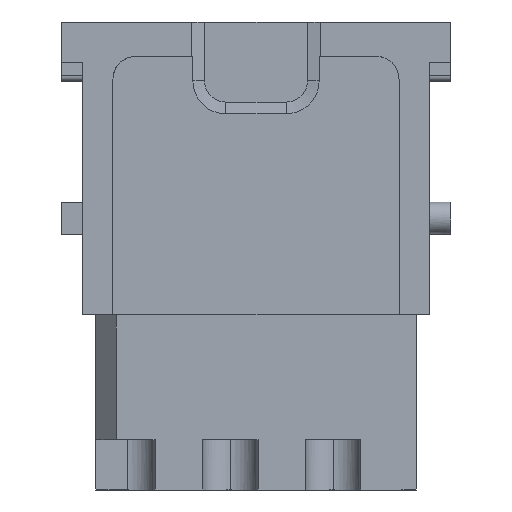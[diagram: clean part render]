
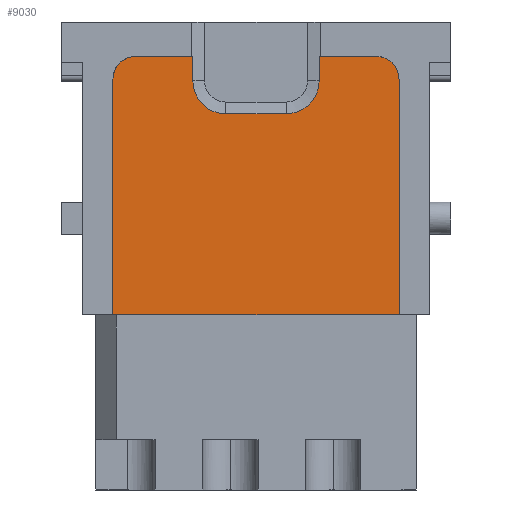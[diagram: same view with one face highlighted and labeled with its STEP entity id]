
A CAD part, left-side view. The second image highlights one B-rep face of the part: STEP entity #9030.
In plain terms, the highlighted planar face has unit normal (-1, 0, 0).
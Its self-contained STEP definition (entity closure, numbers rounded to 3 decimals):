
#8942=AXIS2_PLACEMENT_3D('Circle Axis2P3D',#8940,#8941,$) ;
#8955=AXIS2_PLACEMENT_3D('Plane Axis2P3D',#8952,#8953,#8954) ;
#8959=AXIS2_PLACEMENT_3D('Circle Axis2P3D',#8957,#8958,$) ;
#9001=AXIS2_PLACEMENT_3D('Circle Axis2P3D',#8999,#9000,$) ;
#6601=CARTESIAN_POINT('Vertex',(0.02,11.479,35.766)) ;
#6604=CARTESIAN_POINT('Line Origine',(0.02,11.479,36.833)) ;
#6608=CARTESIAN_POINT('Vertex',(0.02,11.479,37.9)) ;
#7841=CARTESIAN_POINT('Vertex',(0.02,22.521,37.9)) ;
#7844=CARTESIAN_POINT('Line Origine',(0.02,22.521,36.833)) ;
#7848=CARTESIAN_POINT('Vertex',(0.02,22.521,35.766)) ;
#8472=CARTESIAN_POINT('Vertex',(0.02,4.5,15.3)) ;
#8475=CARTESIAN_POINT('Line Origine',(0.02,17.,15.3)) ;
#8479=CARTESIAN_POINT('Vertex',(0.02,29.5,15.3)) ;
#8937=CARTESIAN_POINT('Vertex',(0.02,14.366,32.879)) ;
#8940=CARTESIAN_POINT('Axis2P3D Location',(0.02,14.366,35.766)) ;
#8952=CARTESIAN_POINT('Axis2P3D Location',(0.02,17.,37.25)) ;
#8957=CARTESIAN_POINT('Axis2P3D Location',(0.02,6.5,35.9)) ;
#8961=CARTESIAN_POINT('Vertex',(0.02,6.5,37.9)) ;
#8963=CARTESIAN_POINT('Vertex',(0.02,4.5,35.9)) ;
#8966=CARTESIAN_POINT('Line Origine',(0.02,8.99,37.9)) ;
#8971=CARTESIAN_POINT('Line Origine',(0.02,17.,32.879)) ;
#8975=CARTESIAN_POINT('Vertex',(0.02,19.634,32.879)) ;
#8979=CARTESIAN_POINT('Control Point',(0.02,22.521,35.766)) ;
#8980=CARTESIAN_POINT('Control Point',(0.02,22.521,35.433)) ;
#8981=CARTESIAN_POINT('Control Point',(0.02,22.473,35.1)) ;
#8982=CARTESIAN_POINT('Control Point',(0.02,22.377,34.776)) ;
#8983=CARTESIAN_POINT('Control Point',(0.02,22.094,34.166)) ;
#8984=CARTESIAN_POINT('Control Point',(0.02,21.651,33.66)) ;
#8985=CARTESIAN_POINT('Control Point',(0.02,21.394,33.441)) ;
#8986=CARTESIAN_POINT('Control Point',(0.02,20.903,33.133)) ;
#8987=CARTESIAN_POINT('Control Point',(0.02,20.354,32.955)) ;
#8988=CARTESIAN_POINT('Control Point',(0.02,20.116,32.904)) ;
#8989=CARTESIAN_POINT('Control Point',(0.02,19.875,32.879)) ;
#8990=CARTESIAN_POINT('Control Point',(0.02,19.634,32.879)) ;
#8992=CARTESIAN_POINT('Line Origine',(0.02,25.01,37.9)) ;
#8996=CARTESIAN_POINT('Vertex',(0.02,27.5,37.9)) ;
#8999=CARTESIAN_POINT('Axis2P3D Location',(0.02,27.5,35.9)) ;
#9003=CARTESIAN_POINT('Vertex',(0.02,29.5,35.9)) ;
#9006=CARTESIAN_POINT('Line Origine',(0.02,29.5,25.6)) ;
#9011=CARTESIAN_POINT('Line Origine',(0.02,4.5,25.6)) ;
#6605=DIRECTION('Vector Direction',(0.,0.,1.)) ;
#7845=DIRECTION('Vector Direction',(0.,0.,-1.)) ;
#8476=DIRECTION('Vector Direction',(0.,1.,0.)) ;
#8941=DIRECTION('Axis2P3D Direction',(-1.,0.,0.)) ;
#8953=DIRECTION('Axis2P3D Direction',(1.,0.,0.)) ;
#8954=DIRECTION('Axis2P3D XDirection',(0.,0.,1.)) ;
#8958=DIRECTION('Axis2P3D Direction',(1.,0.,0.)) ;
#8967=DIRECTION('Vector Direction',(0.,-1.,0.)) ;
#8972=DIRECTION('Vector Direction',(0.,-1.,0.)) ;
#8993=DIRECTION('Vector Direction',(0.,-1.,0.)) ;
#9000=DIRECTION('Axis2P3D Direction',(1.,0.,0.)) ;
#9007=DIRECTION('Vector Direction',(0.,0.,1.)) ;
#9012=DIRECTION('Vector Direction',(0.,0.,-1.)) ;
#6606=VECTOR('Line Direction',#6605,1.) ;
#7846=VECTOR('Line Direction',#7845,1.) ;
#8477=VECTOR('Line Direction',#8476,1.) ;
#8968=VECTOR('Line Direction',#8967,1.) ;
#8973=VECTOR('Line Direction',#8972,1.) ;
#8994=VECTOR('Line Direction',#8993,1.) ;
#9008=VECTOR('Line Direction',#9007,1.) ;
#9013=VECTOR('Line Direction',#9012,1.) ;
#9017=ORIENTED_EDGE('',*,*,#8965,.F.) ;
#9018=ORIENTED_EDGE('',*,*,#8970,.F.) ;
#9019=ORIENTED_EDGE('',*,*,#6610,.F.) ;
#9020=ORIENTED_EDGE('',*,*,#8944,.F.) ;
#9021=ORIENTED_EDGE('',*,*,#8977,.F.) ;
#9022=ORIENTED_EDGE('',*,*,#8991,.F.) ;
#9023=ORIENTED_EDGE('',*,*,#7850,.F.) ;
#9024=ORIENTED_EDGE('',*,*,#8998,.F.) ;
#9025=ORIENTED_EDGE('',*,*,#9005,.F.) ;
#9026=ORIENTED_EDGE('',*,*,#9010,.F.) ;
#9027=ORIENTED_EDGE('',*,*,#8481,.F.) ;
#9028=ORIENTED_EDGE('',*,*,#9015,.F.) ;
#9030=ADVANCED_FACE('HD-36-F',(#9029),#8956,.F.) ;
#8978=B_SPLINE_CURVE_WITH_KNOTS('',5,(#8979,#8980,#8981,#8982,#8983,#8984,#8985,#8986,#8987,#8988,#8989,#8990),.UNSPECIFIED.,.F.,.U.,(6,3,3,6),(0.,2.361,4.722,6.431),.UNSPECIFIED.) ;
#8943=CIRCLE('generated circle',#8942,2.887) ;
#8960=CIRCLE('generated circle',#8959,2.) ;
#9002=CIRCLE('generated circle',#9001,2.) ;
#6610=EDGE_CURVE('',#6602,#6609,#6607,.T.) ;
#7850=EDGE_CURVE('',#7842,#7849,#7847,.T.) ;
#8481=EDGE_CURVE('',#8473,#8480,#8478,.T.) ;
#8944=EDGE_CURVE('',#8938,#6602,#8943,.T.) ;
#8965=EDGE_CURVE('',#8962,#8964,#8960,.T.) ;
#8970=EDGE_CURVE('',#6609,#8962,#8969,.T.) ;
#8977=EDGE_CURVE('',#8976,#8938,#8974,.T.) ;
#8991=EDGE_CURVE('',#7849,#8976,#8978,.T.) ;
#8998=EDGE_CURVE('',#8997,#7842,#8995,.T.) ;
#9005=EDGE_CURVE('',#9004,#8997,#9002,.T.) ;
#9010=EDGE_CURVE('',#8480,#9004,#9009,.T.) ;
#9015=EDGE_CURVE('',#8964,#8473,#9014,.T.) ;
#9016=EDGE_LOOP('',(#9017,#9018,#9019,#9020,#9021,#9022,#9023,#9024,#9025,#9026,#9027,#9028)) ;
#9029=FACE_OUTER_BOUND('',#9016,.T.) ;
#6607=LINE('Line',#6604,#6606) ;
#7847=LINE('Line',#7844,#7846) ;
#8478=LINE('Line',#8475,#8477) ;
#8969=LINE('Line',#8966,#8968) ;
#8974=LINE('Line',#8971,#8973) ;
#8995=LINE('Line',#8992,#8994) ;
#9009=LINE('Line',#9006,#9008) ;
#9014=LINE('Line',#9011,#9013) ;
#8956=PLANE('',#8955) ;
#6602=VERTEX_POINT('',#6601) ;
#6609=VERTEX_POINT('',#6608) ;
#7842=VERTEX_POINT('',#7841) ;
#7849=VERTEX_POINT('',#7848) ;
#8473=VERTEX_POINT('',#8472) ;
#8480=VERTEX_POINT('',#8479) ;
#8938=VERTEX_POINT('',#8937) ;
#8962=VERTEX_POINT('',#8961) ;
#8964=VERTEX_POINT('',#8963) ;
#8976=VERTEX_POINT('',#8975) ;
#8997=VERTEX_POINT('',#8996) ;
#9004=VERTEX_POINT('',#9003) ;
